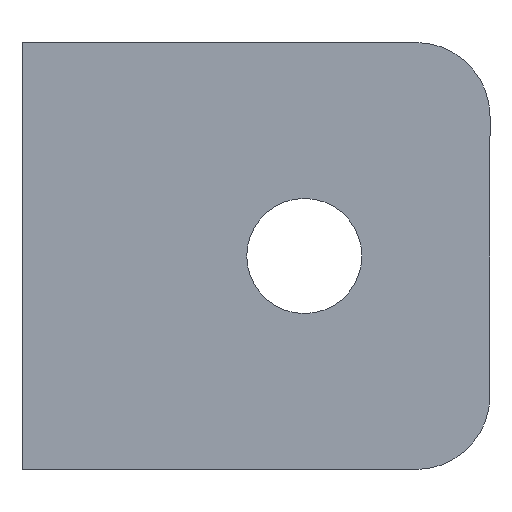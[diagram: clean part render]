
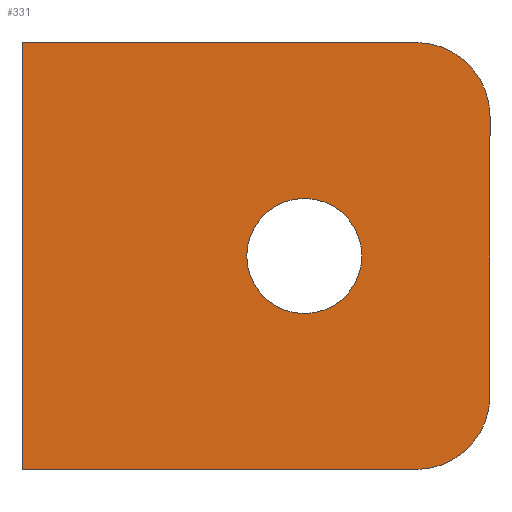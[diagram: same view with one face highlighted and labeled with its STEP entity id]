
A CAD part, front view. The second image highlights one B-rep face of the part: STEP entity #331.
In plain terms, the highlighted planar face has unit normal (0, -1, 0).
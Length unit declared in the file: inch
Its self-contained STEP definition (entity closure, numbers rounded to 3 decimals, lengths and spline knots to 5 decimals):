
#4 = VECTOR ( 'NONE', #95, 39.37008 ) ;
#6 = EDGE_CURVE ( 'NONE', #29, #388, #81, .T. ) ;
#10 = DIRECTION ( 'NONE',  ( 0., 0., -1. ) ) ;
#20 = CIRCLE ( 'NONE', #76, 0.155 ) ;
#29 = VERTEX_POINT ( 'NONE', #261 ) ;
#55 = LINE ( 'NONE', #452, #477 ) ;
#59 = CIRCLE ( 'NONE', #169, 0.2 ) ;
#65 = CARTESIAN_POINT ( 'NONE',  ( 4., 0., 0.375 ) ) ;
#74 = FACE_OUTER_BOUND ( 'NONE', #189, .T. ) ;
#76 = AXIS2_PLACEMENT_3D ( 'NONE', #482, #86, #10 ) ;
#77 = CARTESIAN_POINT ( 'NONE',  ( 2.73989, 0., 0.575 ) ) ;
#78 = CARTESIAN_POINT ( 'NONE',  ( 0., 0., 0. ) ) ;
#81 = CIRCLE ( 'NONE', #428, 0.2 ) ;
#86 = DIRECTION ( 'NONE',  ( 0., -1., 0. ) ) ;
#89 = EDGE_CURVE ( 'NONE', #388, #111, #55, .T. ) ;
#92 = ORIENTED_EDGE ( 'NONE', *, *, #481, .F. ) ;
#95 = DIRECTION ( 'NONE',  ( 1., 0., 0. ) ) ;
#110 = CARTESIAN_POINT ( 'NONE',  ( 3.5, 0., 0.155 ) ) ;
#111 = VERTEX_POINT ( 'NONE', #371 ) ;
#117 = PLANE ( 'NONE',  #514 ) ;
#118 = DIRECTION ( 'NONE',  ( 0., 0., -1. ) ) ;
#128 = VERTEX_POINT ( 'NONE', #233 ) ;
#133 = ORIENTED_EDGE ( 'NONE', *, *, #314, .F. ) ;
#140 = CARTESIAN_POINT ( 'NONE',  ( 3.8, 0., -0.575 ) ) ;
#145 = DIRECTION ( 'NONE',  ( 0., 1., 0. ) ) ;
#154 = LINE ( 'NONE', #65, #451 ) ;
#160 = LINE ( 'NONE', #334, #4 ) ;
#169 = AXIS2_PLACEMENT_3D ( 'NONE', #439, #222, #180 ) ;
#174 = CARTESIAN_POINT ( 'NONE',  ( 3.8, 0., 0.575 ) ) ;
#180 = DIRECTION ( 'NONE',  ( 0., 0., 1. ) ) ;
#183 = DIRECTION ( 'NONE',  ( 0., 0., -1. ) ) ;
#187 = DIRECTION ( 'NONE',  ( 0., -1., 0. ) ) ;
#189 = EDGE_LOOP ( 'NONE', ( #467, #251, #288, #392, #241, #133 ) ) ;
#204 = VERTEX_POINT ( 'NONE', #174 ) ;
#205 = ORIENTED_EDGE ( 'NONE', *, *, #490, .F. ) ;
#215 = DIRECTION ( 'NONE',  ( 0., 1., 0. ) ) ;
#222 = DIRECTION ( 'NONE',  ( 0., 1., 0. ) ) ;
#226 = CARTESIAN_POINT ( 'NONE',  ( 2.73989, 0., 0. ) ) ;
#229 = VECTOR ( 'NONE', #183, 39.37008 ) ;
#233 = CARTESIAN_POINT ( 'NONE',  ( 4., 0., 0.375 ) ) ;
#241 = ORIENTED_EDGE ( 'NONE', *, *, #412, .F. ) ;
#251 = ORIENTED_EDGE ( 'NONE', *, *, #386, .T. ) ;
#253 = DIRECTION ( 'NONE',  ( 0., 0., -1. ) ) ;
#261 = CARTESIAN_POINT ( 'NONE',  ( 4., 0., -0.375 ) ) ;
#277 = CARTESIAN_POINT ( 'NONE',  ( 3.5, 0., -0.155 ) ) ;
#288 = ORIENTED_EDGE ( 'NONE', *, *, #89, .F. ) ;
#292 = EDGE_CURVE ( 'NONE', #333, #204, #160, .T. ) ;
#305 = CIRCLE ( 'NONE', #462, 0.155 ) ;
#314 = EDGE_CURVE ( 'NONE', #204, #128, #59, .T. ) ;
#325 = CARTESIAN_POINT ( 'NONE',  ( 3.5, 0., 0. ) ) ;
#331 = ADVANCED_FACE ( 'NONE', ( #74, #438 ), #117, .F. ) ;
#333 = VERTEX_POINT ( 'NONE', #77 ) ;
#334 = CARTESIAN_POINT ( 'NONE',  ( -3.8, 0., 0.575 ) ) ;
#344 = VERTEX_POINT ( 'NONE', #110 ) ;
#360 = DIRECTION ( 'NONE',  ( 0., 0., -1. ) ) ;
#371 = CARTESIAN_POINT ( 'NONE',  ( 2.73989, 0., -0.575 ) ) ;
#386 = EDGE_CURVE ( 'NONE', #333, #111, #511, .T. ) ;
#388 = VERTEX_POINT ( 'NONE', #140 ) ;
#391 = DIRECTION ( 'NONE',  ( 0., 0., 1. ) ) ;
#392 = ORIENTED_EDGE ( 'NONE', *, *, #6, .F. ) ;
#412 = EDGE_CURVE ( 'NONE', #128, #29, #154, .T. ) ;
#413 = VERTEX_POINT ( 'NONE', #277 ) ;
#428 = AXIS2_PLACEMENT_3D ( 'NONE', #506, #215, #253 ) ;
#430 = EDGE_LOOP ( 'NONE', ( #205, #92 ) ) ;
#438 = FACE_BOUND ( 'NONE', #430, .T. ) ;
#439 = CARTESIAN_POINT ( 'NONE',  ( 3.8, 0., 0.375 ) ) ;
#451 = VECTOR ( 'NONE', #360, 39.37008 ) ;
#452 = CARTESIAN_POINT ( 'NONE',  ( -3.8, 0., -0.575 ) ) ;
#462 = AXIS2_PLACEMENT_3D ( 'NONE', #325, #187, #118 ) ;
#467 = ORIENTED_EDGE ( 'NONE', *, *, #292, .F. ) ;
#477 = VECTOR ( 'NONE', #484, 39.37008 ) ;
#481 = EDGE_CURVE ( 'NONE', #344, #413, #20, .T. ) ;
#482 = CARTESIAN_POINT ( 'NONE',  ( 3.5, 0., 0. ) ) ;
#484 = DIRECTION ( 'NONE',  ( -1., 0., 0. ) ) ;
#490 = EDGE_CURVE ( 'NONE', #413, #344, #305, .T. ) ;
#506 = CARTESIAN_POINT ( 'NONE',  ( 3.8, 0., -0.375 ) ) ;
#511 = LINE ( 'NONE', #226, #229 ) ;
#514 = AXIS2_PLACEMENT_3D ( 'NONE', #78, #145, #391 ) ;
